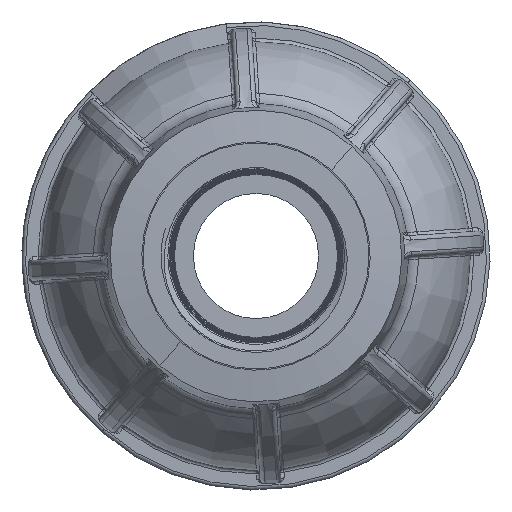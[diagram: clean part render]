
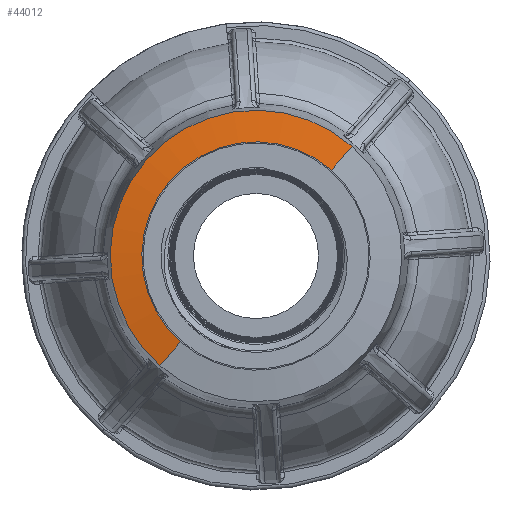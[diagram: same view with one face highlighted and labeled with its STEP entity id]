
A CAD part, left-side view. The second image highlights one B-rep face of the part: STEP entity #44012.
In plain terms, the highlighted conical face has half-angle 82 degrees and reference radius 12.78 mm.
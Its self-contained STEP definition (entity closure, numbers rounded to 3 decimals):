
#9636 = LINE ( 'NONE', #13297, #11737 ) ;
#9637 = LINE ( 'NONE', #13302, #11739 ) ;
#11709 = CIRCLE ( 'NONE', #11711, 16.311 ) ;
#11711 = AXIS2_PLACEMENT_3D ( 'NONE', #13160, #13161, #13162 ) ;
#11736 = CIRCLE ( 'NONE', #11738, 12.78 ) ;
#11737 = VECTOR ( 'NONE', #13298, 1000. ) ;
#11738 = AXIS2_PLACEMENT_3D ( 'NONE', #13299, #13300, #13301 ) ;
#11739 = VECTOR ( 'NONE', #13303, 1000. ) ;
#13160 = CARTESIAN_POINT ( 'NONE',  ( -67.704, -111.703, 0. ) ) ;
#13161 = DIRECTION ( 'NONE',  ( 1., 0., 0. ) ) ;
#13162 = DIRECTION ( 'NONE',  ( 0., -0.659, 0.752 ) ) ;
#13297 = CARTESIAN_POINT ( 'NONE',  ( -68.2, -120.131, 9.607 ) ) ;
#13298 = DIRECTION ( 'NONE',  ( 0.139, -0.653, 0.744 ) ) ;
#13299 = CARTESIAN_POINT ( 'NONE',  ( -68.2, -111.703, 0. ) ) ;
#13300 = DIRECTION ( 'NONE',  ( -1., 0., 0. ) ) ;
#13301 = DIRECTION ( 'NONE',  ( 0., 0.659, -0.752 ) ) ;
#13302 = CARTESIAN_POINT ( 'NONE',  ( -68.2, -103.276, -9.607 ) ) ;
#13303 = DIRECTION ( 'NONE',  ( 0.139, 0.653, -0.744 ) ) ;
#17243 = CARTESIAN_POINT ( 'NONE',  ( -68.2, -103.276, -9.607 ) ) ;
#17244 = CARTESIAN_POINT ( 'NONE',  ( -68.2, -120.131, 9.607 ) ) ;
#17274 = CARTESIAN_POINT ( 'NONE',  ( -67.704, -122.46, 12.261 ) ) ;
#17275 = CARTESIAN_POINT ( 'NONE',  ( -67.704, -100.947, -12.261 ) ) ;
#32077 = AXIS2_PLACEMENT_3D ( 'NONE', #45776, #45777, #45779 ) ;
#32081 = CONICAL_SURFACE ( 'NONE', #32077, 12.78, 1.431 ) ;
#37391 = EDGE_CURVE ( 'NONE', #41543, #41542, #11709, .T. ) ;
#37421 = EDGE_CURVE ( 'NONE', #41512, #41542, #9636, .T. ) ;
#37422 = EDGE_CURVE ( 'NONE', #41512, #41511, #11736, .T. ) ;
#37423 = EDGE_CURVE ( 'NONE', #41511, #41543, #9637, .T. ) ;
#38297 = EDGE_LOOP ( 'NONE', ( #39578, #39580, #39579, #39581 ) ) ;
#38767 = FACE_OUTER_BOUND ( 'NONE', #38297, .T. ) ;
#39578 = ORIENTED_EDGE ( 'NONE', *, *, #37422, .F. ) ;
#39579 = ORIENTED_EDGE ( 'NONE', *, *, #37391, .F. ) ;
#39580 = ORIENTED_EDGE ( 'NONE', *, *, #37421, .T. ) ;
#39581 = ORIENTED_EDGE ( 'NONE', *, *, #37423, .F. ) ;
#41511 = VERTEX_POINT ( 'NONE', #17243 ) ;
#41512 = VERTEX_POINT ( 'NONE', #17244 ) ;
#41542 = VERTEX_POINT ( 'NONE', #17274 ) ;
#41543 = VERTEX_POINT ( 'NONE', #17275 ) ;
#44012 = ADVANCED_FACE ( 'NONE', ( #38767 ), #32081, .T. ) ;
#45776 = CARTESIAN_POINT ( 'NONE',  ( -68.2, -111.703, 0. ) ) ;
#45777 = DIRECTION ( 'NONE',  ( 1., 0., 0. ) ) ;
#45779 = DIRECTION ( 'NONE',  ( 0., 0.659, -0.752 ) ) ;
